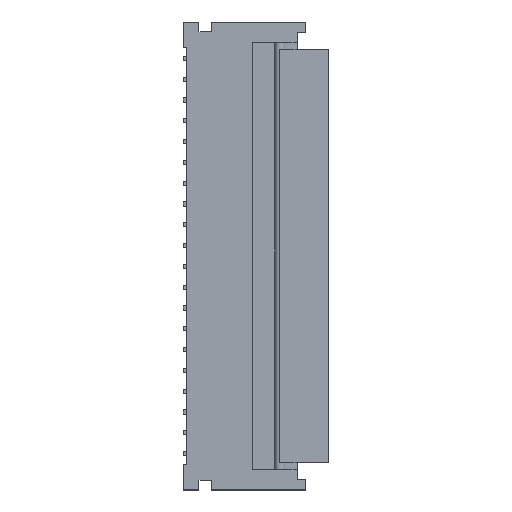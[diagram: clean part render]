
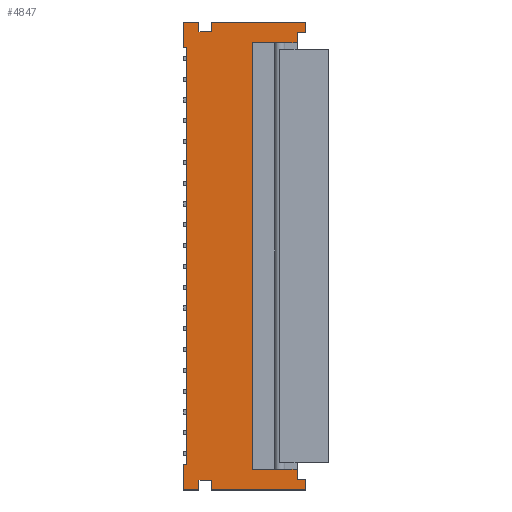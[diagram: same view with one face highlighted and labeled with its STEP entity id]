
A CAD part, top view. The second image highlights one B-rep face of the part: STEP entity #4847.
In plain terms, the highlighted planar face has unit normal (0, 0, 1).
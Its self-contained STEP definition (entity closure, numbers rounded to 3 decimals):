
#27=VECTOR('',#28,1.);
#28=DIRECTION('',(-1.,0.,0.));
#41=VECTOR('',#42,1.);
#42=DIRECTION('',(1.,0.,0.));
#48=DIRECTION('',(0.,-1.,0.));
#65=VECTOR('',#48,1.);
#81=DIRECTION('',(0.,-1.,0.));
#304=VECTOR('',#305,1.);
#305=DIRECTION('',(0.,1.,0.));
#1073=DIRECTION('',(0.,0.,1.));
#1097=VERTEX_POINT('',#1098);
#1098=CARTESIAN_POINT('',(-1.718,-6.005,0.9));
#1099=ORIENTED_EDGE('',*,*,#1100,.T.);
#1100=EDGE_CURVE('',#1097,#1101,#1103,.T.);
#1101=VERTEX_POINT('',#1102);
#1102=CARTESIAN_POINT('',(-1.718,-6.75,0.9));
#1103=LINE('',#1098,#65);
#2086=VERTEX_POINT('',#2087);
#2087=CARTESIAN_POINT('',(-1.718,6.005,0.9));
#2089=EDGE_CURVE('',#2086,#2090,#2092,.T.);
#2090=VERTEX_POINT('',#2091);
#2091=CARTESIAN_POINT('',(-1.718,6.75,0.9));
#2092=B_SPLINE_CURVE_WITH_KNOTS('',1,(#2087,#2091),.UNSPECIFIED.,.F.,.F.,(2,2),(0.,0.745),.PIECEWISE_BEZIER_KNOTS.);
#2102=EDGE_CURVE('',#2090,#2103,#2105,.T.);
#2103=VERTEX_POINT('',#2104);
#2104=CARTESIAN_POINT('',(-1.268,6.75,0.9));
#2105=B_SPLINE_CURVE_WITH_KNOTS('',1,(#2091,#2104),.UNSPECIFIED.,.F.,.F.,(2,2),(0.,0.45),.PIECEWISE_BEZIER_KNOTS.);
#2115=EDGE_CURVE('',#2103,#2116,#2118,.T.);
#2116=VERTEX_POINT('',#2117);
#2117=CARTESIAN_POINT('',(-1.268,6.47,0.9));
#2118=B_SPLINE_CURVE_WITH_KNOTS('',1,(#2104,#2117),.UNSPECIFIED.,.F.,.F.,(2,2),(0.,0.28),.PIECEWISE_BEZIER_KNOTS.);
#2128=EDGE_CURVE('',#2116,#2129,#2131,.T.);
#2129=VERTEX_POINT('',#2130);
#2130=CARTESIAN_POINT('',(-0.903,6.47,0.9));
#2131=B_SPLINE_CURVE_WITH_KNOTS('',1,(#2117,#2130),.UNSPECIFIED.,.F.,.F.,(2,2),(0.,0.365),.PIECEWISE_BEZIER_KNOTS.);
#2141=EDGE_CURVE('',#2129,#2142,#2144,.T.);
#2142=VERTEX_POINT('',#2143);
#2143=CARTESIAN_POINT('',(-0.903,6.75,0.9));
#2144=B_SPLINE_CURVE_WITH_KNOTS('',1,(#2130,#2143),.UNSPECIFIED.,.F.,.F.,(2,2),(0.,0.28),.PIECEWISE_BEZIER_KNOTS.);
#2154=EDGE_CURVE('',#2142,#2155,#2157,.T.);
#2155=VERTEX_POINT('',#2156);
#2156=CARTESIAN_POINT('',(1.813,6.75,0.9));
#2157=B_SPLINE_CURVE_WITH_KNOTS('',1,(#2143,#2156),.UNSPECIFIED.,.F.,.F.,(2,2),(0.,2.715),.PIECEWISE_BEZIER_KNOTS.);
#2167=EDGE_CURVE('',#2155,#2168,#2170,.T.);
#2168=VERTEX_POINT('',#2169);
#2169=CARTESIAN_POINT('',(1.813,6.45,0.9));
#2170=B_SPLINE_CURVE_WITH_KNOTS('',1,(#2156,#2169),.UNSPECIFIED.,.F.,.F.,(2,2),(0.,0.3),.PIECEWISE_BEZIER_KNOTS.);
#2180=EDGE_CURVE('',#2168,#2181,#2183,.T.);
#2181=VERTEX_POINT('',#2182);
#2182=CARTESIAN_POINT('',(1.563,6.45,0.9));
#2183=B_SPLINE_CURVE_WITH_KNOTS('',1,(#2169,#2182),.UNSPECIFIED.,.F.,.F.,(2,2),(0.,0.25),.PIECEWISE_BEZIER_KNOTS.);
#2193=EDGE_CURVE('',#2181,#2194,#2196,.T.);
#2194=VERTEX_POINT('',#2195);
#2195=CARTESIAN_POINT('',(1.563,6.15,0.9));
#2196=B_SPLINE_CURVE_WITH_KNOTS('',1,(#2182,#2197),.UNSPECIFIED.,.F.,.F.,(2,2),(0.,6.45),.PIECEWISE_BEZIER_KNOTS.);
#2197=CARTESIAN_POINT('',(1.563,0.,0.9));
#4048=VERTEX_POINT('',#4049);
#4049=CARTESIAN_POINT('',(1.563,-6.45,0.9));
#4051=ORIENTED_EDGE('',*,*,#4052,.T.);
#4052=EDGE_CURVE('',#4048,#4053,#4055,.T.);
#4053=VERTEX_POINT('',#4054);
#4054=CARTESIAN_POINT('',(1.563,-6.15,0.9));
#4055=LINE('',#4049,#304);
#4069=VERTEX_POINT('',#4070);
#4070=CARTESIAN_POINT('',(1.813,-6.45,0.9));
#4072=ORIENTED_EDGE('',*,*,#4073,.T.);
#4073=EDGE_CURVE('',#4069,#4048,#4074,.T.);
#4074=LINE('',#4070,#27);
#4084=VERTEX_POINT('',#4085);
#4085=CARTESIAN_POINT('',(1.813,-6.75,0.9));
#4087=ORIENTED_EDGE('',*,*,#4088,.T.);
#4088=EDGE_CURVE('',#4084,#4069,#4089,.T.);
#4089=LINE('',#4085,#304);
#4099=VERTEX_POINT('',#4100);
#4100=CARTESIAN_POINT('',(-0.903,-6.75,0.9));
#4102=ORIENTED_EDGE('',*,*,#4103,.T.);
#4103=EDGE_CURVE('',#4099,#4084,#4104,.T.);
#4104=LINE('',#4100,#41);
#4114=VERTEX_POINT('',#4115);
#4115=CARTESIAN_POINT('',(-0.903,-6.47,0.9));
#4117=ORIENTED_EDGE('',*,*,#4118,.T.);
#4118=EDGE_CURVE('',#4114,#4099,#4119,.T.);
#4119=LINE('',#4115,#65);
#4129=VERTEX_POINT('',#4130);
#4130=CARTESIAN_POINT('',(-1.268,-6.47,0.9));
#4132=ORIENTED_EDGE('',*,*,#4133,.T.);
#4133=EDGE_CURVE('',#4129,#4114,#4134,.T.);
#4134=LINE('',#4130,#41);
#4144=VERTEX_POINT('',#4145);
#4145=CARTESIAN_POINT('',(-1.268,-6.75,0.9));
#4147=ORIENTED_EDGE('',*,*,#4148,.T.);
#4148=EDGE_CURVE('',#4144,#4129,#4149,.T.);
#4149=LINE('',#4145,#304);
#4158=ORIENTED_EDGE('',*,*,#4159,.T.);
#4159=EDGE_CURVE('',#1101,#4144,#4160,.T.);
#4160=LINE('',#1102,#41);
#4847=ADVANCED_FACE('',(#4848),#4891,.T.);
#4848=FACE_BOUND('',#4849,.T.);
#4849=EDGE_LOOP('',(#4850,#4857,#4862,#1099,#4158,#4147,#4132,#4117,#4102,#4087,#4072,#4051,#4865,#4870,#4875,#4879,#4880,#4881,#4882,#4883,#4884,#4885,#4886,#4887,#4888));
#4850=ORIENTED_EDGE('',*,*,#4851,.F.);
#4851=EDGE_CURVE('',#4852,#4854,#4856,.T.);
#4852=VERTEX_POINT('',#4853);
#4853=CARTESIAN_POINT('',(-1.618,0.,0.9));
#4854=VERTEX_POINT('',#4855);
#4855=CARTESIAN_POINT('',(-1.618,6.005,0.9));
#4856=B_SPLINE_CURVE_WITH_KNOTS('',1,(#4853,#4855),.UNSPECIFIED.,.F.,.F.,(2,2),(0.,6.005),.PIECEWISE_BEZIER_KNOTS.);
#4857=ORIENTED_EDGE('',*,*,#4858,.T.);
#4858=EDGE_CURVE('',#4852,#4859,#4861,.T.);
#4859=VERTEX_POINT('',#4860);
#4860=CARTESIAN_POINT('',(-1.618,-6.005,0.9));
#4861=LINE('',#4853,#65);
#4862=ORIENTED_EDGE('',*,*,#4863,.T.);
#4863=EDGE_CURVE('',#4859,#1097,#4864,.T.);
#4864=LINE('',#4860,#27);
#4865=ORIENTED_EDGE('',*,*,#4866,.F.);
#4866=EDGE_CURVE('',#4867,#4053,#4869,.T.);
#4867=VERTEX_POINT('',#4868);
#4868=CARTESIAN_POINT('',(0.273,-6.15,0.9));
#4869=LINE('',#4868,#41);
#4870=ORIENTED_EDGE('',*,*,#4871,.F.);
#4871=EDGE_CURVE('',#4872,#4867,#4874,.T.);
#4872=VERTEX_POINT('',#4873);
#4873=CARTESIAN_POINT('',(0.273,6.15,0.9));
#4874=LINE('',#4873,#65);
#4875=ORIENTED_EDGE('',*,*,#4876,.F.);
#4876=EDGE_CURVE('',#2194,#4872,#4877,.T.);
#4877=LINE('',#4878,#27);
#4878=CARTESIAN_POINT('',(1.813,6.15,0.9));
#4879=ORIENTED_EDGE('',*,*,#2193,.F.);
#4880=ORIENTED_EDGE('',*,*,#2180,.F.);
#4881=ORIENTED_EDGE('',*,*,#2167,.F.);
#4882=ORIENTED_EDGE('',*,*,#2154,.F.);
#4883=ORIENTED_EDGE('',*,*,#2141,.F.);
#4884=ORIENTED_EDGE('',*,*,#2128,.F.);
#4885=ORIENTED_EDGE('',*,*,#2115,.F.);
#4886=ORIENTED_EDGE('',*,*,#2102,.F.);
#4887=ORIENTED_EDGE('',*,*,#2089,.F.);
#4888=ORIENTED_EDGE('',*,*,#4889,.F.);
#4889=EDGE_CURVE('',#4854,#2086,#4890,.T.);
#4890=B_SPLINE_CURVE_WITH_KNOTS('',1,(#4855,#2087),.UNSPECIFIED.,.F.,.F.,(2,2),(0.,0.1),.PIECEWISE_BEZIER_KNOTS.);
#4891=PLANE('',#4892);
#4892=AXIS2_PLACEMENT_3D('',#4893,#1073,#81);
#4893=CARTESIAN_POINT('',(-0.031,0.,0.9));
